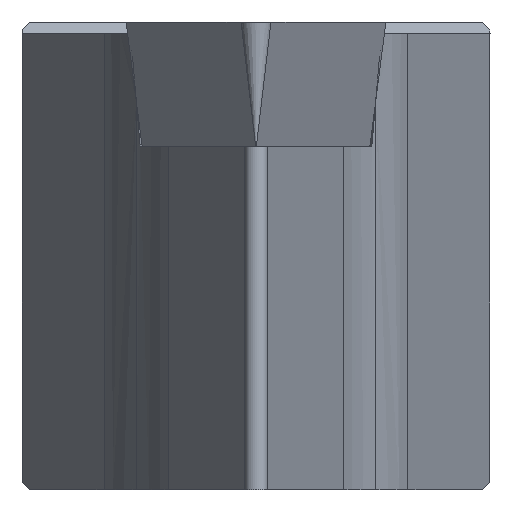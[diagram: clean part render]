
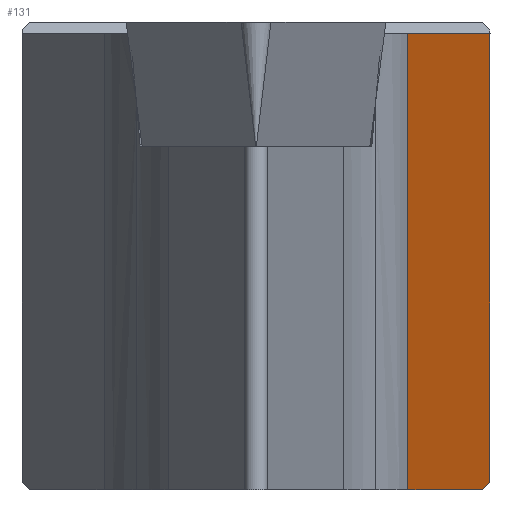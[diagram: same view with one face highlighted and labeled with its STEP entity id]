
A CAD part, left-side view. The second image highlights one B-rep face of the part: STEP entity #131.
In plain terms, the highlighted planar face has unit normal (-0.301, -0.954, 0).
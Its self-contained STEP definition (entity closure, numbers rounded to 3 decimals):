
#131=ADVANCED_FACE('',(#202),#170,.F.);
#170=PLANE('',#789);
#202=FACE_OUTER_BOUND('',#241,.T.);
#241=EDGE_LOOP('',(#502,#503,#504,#505,#506));
#263=LINE('',#1021,#338);
#273=LINE('',#1043,#348);
#278=LINE('',#1054,#353);
#285=LINE('',#1077,#360);
#309=LINE('',#1123,#384);
#338=VECTOR('',#828,1.);
#348=VECTOR('',#842,1.);
#353=VECTOR('',#851,1.);
#360=VECTOR('',#870,1.);
#384=VECTOR('',#922,1.);
#502=ORIENTED_EDGE('',*,*,#710,.T.);
#503=ORIENTED_EDGE('',*,*,#675,.F.);
#504=ORIENTED_EDGE('',*,*,#669,.F.);
#505=ORIENTED_EDGE('',*,*,#686,.F.);
#506=ORIENTED_EDGE('',*,*,#659,.F.);
#601=VERTEX_POINT('',#1020);
#602=VERTEX_POINT('',#1022);
#610=VERTEX_POINT('',#1041);
#612=VERTEX_POINT('',#1044);
#616=VERTEX_POINT('',#1055);
#659=EDGE_CURVE('',#601,#602,#263,.T.);
#669=EDGE_CURVE('',#610,#612,#273,.T.);
#675=EDGE_CURVE('',#612,#616,#278,.T.);
#686=EDGE_CURVE('',#602,#610,#285,.T.);
#710=EDGE_CURVE('',#601,#616,#309,.T.);
#789=AXIS2_PLACEMENT_3D('',#1124,#923,#924);
#828=DIRECTION('',(0.954,-0.301,0.));
#842=DIRECTION('',(-0.913,0.288,-0.288));
#851=DIRECTION('',(-0.954,0.301,0.));
#870=DIRECTION('',(0.,0.,-1.));
#922=DIRECTION('',(0.,0.,-1.));
#923=DIRECTION('',(0.301,0.954,0.));
#924=DIRECTION('',(-0.954,0.301,0.));
#1020=CARTESIAN_POINT('',(11.429,-9.897,-0.3));
#1021=CARTESIAN_POINT('',(18.1,-12.,-0.3));
#1022=CARTESIAN_POINT('',(18.1,-12.,-0.3));
#1041=CARTESIAN_POINT('',(18.1,-12.,-11.8));
#1043=CARTESIAN_POINT('',(10.683,-9.662,-14.138));
#1044=CARTESIAN_POINT('',(17.465,-11.8,-12.));
#1054=CARTESIAN_POINT('',(18.1,-12.,-12.));
#1055=CARTESIAN_POINT('',(11.429,-9.897,-12.));
#1077=CARTESIAN_POINT('',(18.1,-12.,-40.));
#1123=CARTESIAN_POINT('',(11.429,-9.897,-40.));
#1124=CARTESIAN_POINT('',(18.1,-12.,-40.));
